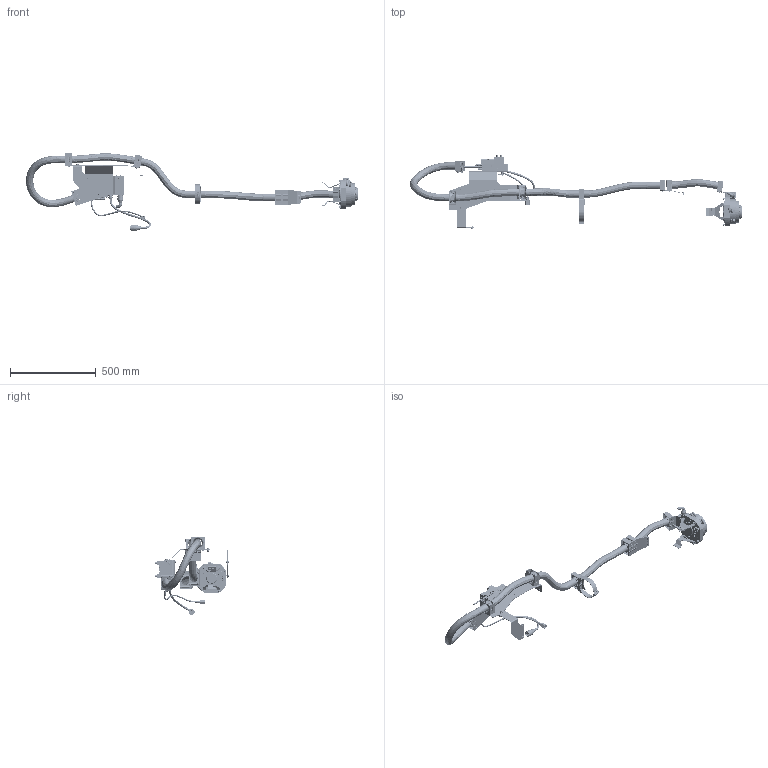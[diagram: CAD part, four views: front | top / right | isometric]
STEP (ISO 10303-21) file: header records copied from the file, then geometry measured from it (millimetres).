
FILE_DESCRIPTION (( 'STEP AP203' ), '1' );
FILE_NAME ('TS131-402.STEP', '2020-04-17T09:32:11', ( '' ), ( '' ), 'SwSTEP 2.0', 'SolidWorks 2019', '' );
FILE_SCHEMA (( 'CONFIG_CONTROL_DESIGN' ));
Products named in the file (1): TS131-402
Bounding box: 1935.49 x 428.04 x 452.06 mm (x, y, z)
Volume: 5068046.5 mm3; surface area: 1902849.6 mm2
Topology: 186 solids, 188 shells, 9113 faces, 22460 edges, 14125 vertices
Faces by surface type: plane 3425, cylinder 3252, bspline 1408, cone 566, torus 344, sphere 118
Entity records: 386759 total; most frequent: CARTESIAN_POINT 176223, ORIENTED_EDGE 44504, DIRECTION 42320, EDGE_CURVE 22252, AXIS2_PLACEMENT_3D 15720, VERTEX_POINT 14101, LINE 10880, VECTOR 10880
